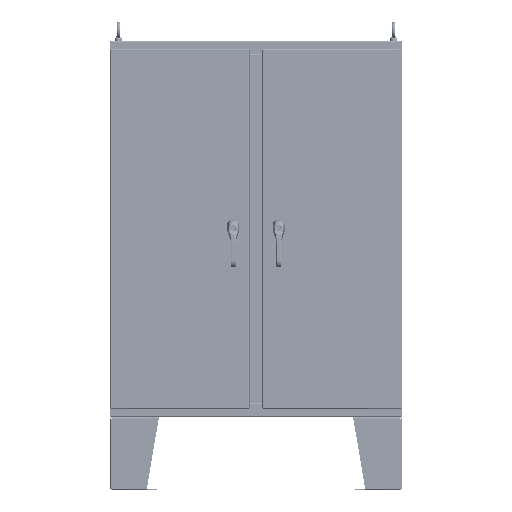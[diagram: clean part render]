
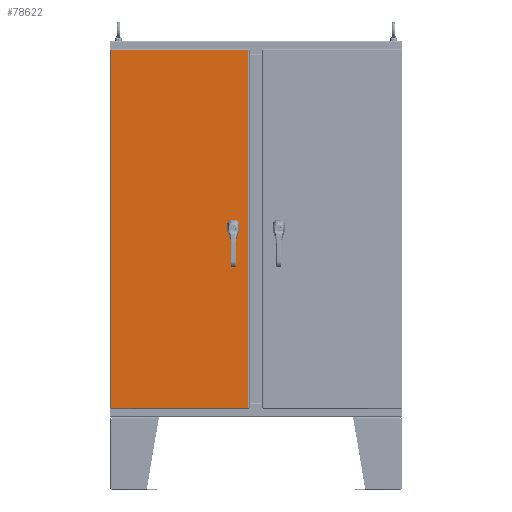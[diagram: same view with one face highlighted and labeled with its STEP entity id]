
A CAD part, top view. The second image highlights one B-rep face of the part: STEP entity #78622.
In plain terms, the highlighted planar face has unit normal (0, 0, 1).
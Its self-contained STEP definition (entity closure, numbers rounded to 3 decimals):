
#9883=FACE_BOUND('',#15597,.T.);
#9884=FACE_BOUND('',#15598,.T.);
#9885=FACE_BOUND('',#15599,.T.);
#9886=FACE_BOUND('',#15600,.T.);
#10372=PLANE('',#83390);
#11961=FACE_OUTER_BOUND('',#15596,.T.);
#15596=EDGE_LOOP('',(#58687,#58688,#58689,#58690));
#15597=EDGE_LOOP('',(#58691));
#15598=EDGE_LOOP('',(#58692));
#15599=EDGE_LOOP('',(#58693));
#15600=EDGE_LOOP('',(#58694,#58695,#58696,#58697,#58698,#58699,#58700,#58701));
#19657=LINE('',#112939,#25495);
#19661=LINE('',#112951,#25499);
#19665=LINE('',#112963,#25503);
#19669=LINE('',#112974,#25507);
#19677=LINE('',#113150,#25515);
#19684=LINE('',#113348,#25522);
#19685=LINE('',#113380,#25523);
#19697=LINE('',#113458,#25535);
#25495=VECTOR('',#91968,0.394);
#25499=VECTOR('',#91980,0.394);
#25503=VECTOR('',#91992,0.394);
#25507=VECTOR('',#92004,0.394);
#25515=VECTOR('',#92020,0.394);
#25522=VECTOR('',#92035,0.394);
#25523=VECTOR('',#92038,0.394);
#25535=VECTOR('',#92066,0.394);
#30865=CIRCLE('',#83343,0.141);
#30867=CIRCLE('',#83346,0.141);
#30869=CIRCLE('',#83349,0.141);
#30871=CIRCLE('',#83352,0.453);
#30873=CIRCLE('',#83356,0.453);
#30875=CIRCLE('',#83360,0.453);
#30877=CIRCLE('',#83364,0.453);
#35163=VERTEX_POINT('',#112911);
#35165=VERTEX_POINT('',#112917);
#35167=VERTEX_POINT('',#112923);
#35169=VERTEX_POINT('',#112929);
#35170=VERTEX_POINT('',#112930);
#35173=VERTEX_POINT('',#112938);
#35175=VERTEX_POINT('',#112944);
#35177=VERTEX_POINT('',#112950);
#35179=VERTEX_POINT('',#112956);
#35181=VERTEX_POINT('',#112962);
#35183=VERTEX_POINT('',#112968);
#35187=VERTEX_POINT('',#113050);
#35190=VERTEX_POINT('',#113128);
#35194=VERTEX_POINT('',#113258);
#35200=VERTEX_POINT('',#113347);
#45625=EDGE_CURVE('',#35163,#35163,#30865,.T.);
#45628=EDGE_CURVE('',#35165,#35165,#30867,.T.);
#45631=EDGE_CURVE('',#35167,#35167,#30869,.T.);
#45634=EDGE_CURVE('',#35169,#35170,#30871,.T.);
#45638=EDGE_CURVE('',#35173,#35169,#19657,.T.);
#45641=EDGE_CURVE('',#35175,#35173,#30873,.T.);
#45644=EDGE_CURVE('',#35177,#35175,#19661,.T.);
#45647=EDGE_CURVE('',#35179,#35177,#30875,.T.);
#45650=EDGE_CURVE('',#35181,#35179,#19665,.T.);
#45653=EDGE_CURVE('',#35183,#35181,#30877,.T.);
#45656=EDGE_CURVE('',#35170,#35183,#19669,.T.);
#45673=EDGE_CURVE('',#35187,#35190,#19677,.T.);
#45691=EDGE_CURVE('',#35200,#35194,#19684,.T.);
#45693=EDGE_CURVE('',#35194,#35187,#19685,.T.);
#45706=EDGE_CURVE('',#35190,#35200,#19697,.T.);
#58687=ORIENTED_EDGE('',*,*,#45693,.T.);
#58688=ORIENTED_EDGE('',*,*,#45673,.T.);
#58689=ORIENTED_EDGE('',*,*,#45706,.T.);
#58690=ORIENTED_EDGE('',*,*,#45691,.T.);
#58691=ORIENTED_EDGE('',*,*,#45625,.T.);
#58692=ORIENTED_EDGE('',*,*,#45628,.T.);
#58693=ORIENTED_EDGE('',*,*,#45631,.T.);
#58694=ORIENTED_EDGE('',*,*,#45634,.T.);
#58695=ORIENTED_EDGE('',*,*,#45656,.T.);
#58696=ORIENTED_EDGE('',*,*,#45653,.T.);
#58697=ORIENTED_EDGE('',*,*,#45650,.T.);
#58698=ORIENTED_EDGE('',*,*,#45647,.T.);
#58699=ORIENTED_EDGE('',*,*,#45644,.T.);
#58700=ORIENTED_EDGE('',*,*,#45641,.T.);
#58701=ORIENTED_EDGE('',*,*,#45638,.T.);
#78622=ADVANCED_FACE('',(#11961,#9883,#9884,#9885,#9886),#10372,.T.);
#83343=AXIS2_PLACEMENT_3D('',#112912,#91939,#91940);
#83346=AXIS2_PLACEMENT_3D('',#112918,#91946,#91947);
#83349=AXIS2_PLACEMENT_3D('',#112924,#91953,#91954);
#83352=AXIS2_PLACEMENT_3D('',#112931,#91960,#91961);
#83356=AXIS2_PLACEMENT_3D('',#112945,#91973,#91974);
#83360=AXIS2_PLACEMENT_3D('',#112957,#91985,#91986);
#83364=AXIS2_PLACEMENT_3D('',#112969,#91997,#91998);
#83390=AXIS2_PLACEMENT_3D('',#113538,#92089,#92090);
#91939=DIRECTION('center_axis',(0.,0.,-1.));
#91940=DIRECTION('ref_axis',(-1.,0.,0.));
#91946=DIRECTION('center_axis',(0.,0.,-1.));
#91947=DIRECTION('ref_axis',(-1.,0.,0.));
#91953=DIRECTION('center_axis',(0.,0.,-1.));
#91954=DIRECTION('ref_axis',(-1.,0.,0.));
#91960=DIRECTION('center_axis',(0.,0.,-1.));
#91961=DIRECTION('ref_axis',(-0.883,-0.469,0.));
#91968=DIRECTION('',(-1.,0.,0.));
#91973=DIRECTION('center_axis',(0.,0.,-1.));
#91974=DIRECTION('ref_axis',(0.469,-0.883,0.));
#91980=DIRECTION('',(0.,-1.,0.));
#91985=DIRECTION('center_axis',(0.,0.,-1.));
#91986=DIRECTION('ref_axis',(0.883,0.469,0.));
#91992=DIRECTION('',(1.,0.,0.));
#91997=DIRECTION('center_axis',(0.,0.,-1.));
#91998=DIRECTION('ref_axis',(-0.469,0.883,0.));
#92004=DIRECTION('',(0.,1.,0.));
#92020=DIRECTION('',(1.,0.,0.));
#92035=DIRECTION('',(-1.,0.,0.));
#92038=DIRECTION('',(0.,-1.,0.));
#92066=DIRECTION('',(0.,1.,0.));
#92089=DIRECTION('center_axis',(0.,0.,1.));
#92090=DIRECTION('ref_axis',(1.,0.,0.));
#112911=CARTESIAN_POINT('',(8.953,-1.377,0.104));
#112912=CARTESIAN_POINT('Origin',(8.813,-1.377,0.104));
#112917=CARTESIAN_POINT('',(8.953,0.885,0.104));
#112918=CARTESIAN_POINT('Origin',(8.813,0.885,0.104));
#112923=CARTESIAN_POINT('',(8.953,-0.885,0.104));
#112924=CARTESIAN_POINT('Origin',(8.813,-0.885,0.104));
#112929=CARTESIAN_POINT('',(8.6,-0.4,0.104));
#112930=CARTESIAN_POINT('',(8.413,-0.213,0.104));
#112931=CARTESIAN_POINT('Origin',(8.813,0.,
0.104));
#112938=CARTESIAN_POINT('',(9.025,-0.4,0.104));
#112939=CARTESIAN_POINT('',(4.513,-0.4,0.104));
#112944=CARTESIAN_POINT('',(9.213,-0.213,0.104));
#112945=CARTESIAN_POINT('Origin',(8.813,0.,
0.104));
#112950=CARTESIAN_POINT('',(9.213,0.213,0.104));
#112951=CARTESIAN_POINT('',(9.213,0.106,0.104));
#112956=CARTESIAN_POINT('',(9.025,0.4,0.104));
#112957=CARTESIAN_POINT('Origin',(8.813,0.,
0.104));
#112962=CARTESIAN_POINT('',(8.6,0.4,0.104));
#112963=CARTESIAN_POINT('',(4.3,0.4,0.104));
#112968=CARTESIAN_POINT('',(8.413,0.213,0.104));
#112969=CARTESIAN_POINT('Origin',(8.813,0.,
0.104));
#112974=CARTESIAN_POINT('',(8.413,-0.106,0.104));
#113050=CARTESIAN_POINT('',(-11.302,-29.49,0.104));
#113128=CARTESIAN_POINT('',(11.302,-29.49,0.104));
#113150=CARTESIAN_POINT('',(-5.75,-29.49,0.104));
#113258=CARTESIAN_POINT('',(-11.302,29.49,0.104));
#113347=CARTESIAN_POINT('',(11.302,29.49,0.104));
#113348=CARTESIAN_POINT('',(5.651,29.49,0.104));
#113380=CARTESIAN_POINT('',(-11.302,14.745,0.104));
#113458=CARTESIAN_POINT('',(11.302,-14.745,0.104));
#113538=CARTESIAN_POINT('Origin',(0.,0.,
0.104));
